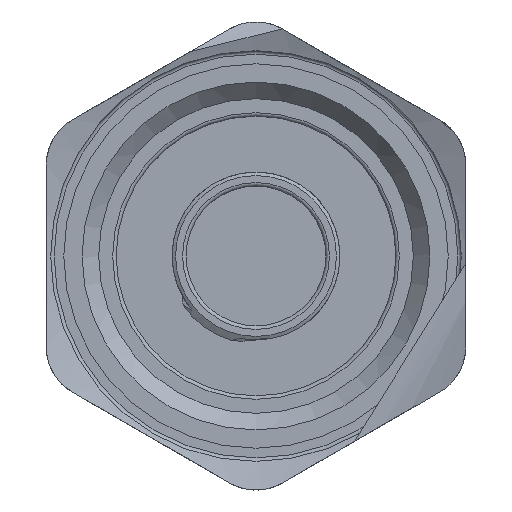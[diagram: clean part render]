
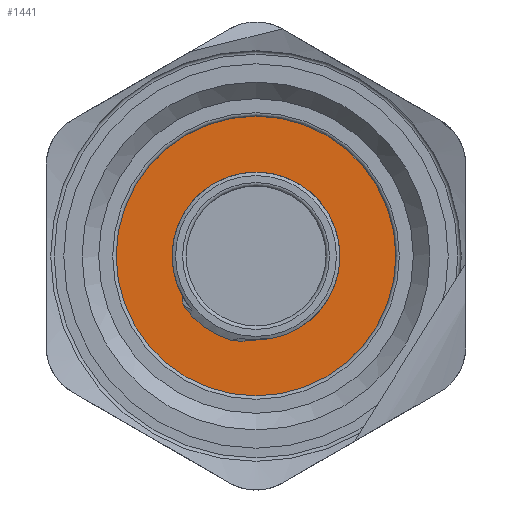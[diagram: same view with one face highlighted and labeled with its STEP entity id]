
A CAD part, front view. The second image highlights one B-rep face of the part: STEP entity #1441.
In plain terms, the highlighted planar face has unit normal (0, -1, 0).
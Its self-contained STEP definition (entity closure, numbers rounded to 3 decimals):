
#311=FACE_BOUND('',#466,.T.);
#323=B_SPLINE_CURVE_WITH_KNOTS('',3,(#2060,#2061,#2062,#2063,#2064,#2065,
#2066),.UNSPECIFIED.,.F.,.F.,(4,3,4),(-0.111,-0.076,
-0.061),.UNSPECIFIED.);
#324=B_SPLINE_CURVE_WITH_KNOTS('',3,(#2069,#2070,#2071,#2072,#2073,#2074,
#2075),.UNSPECIFIED.,.F.,.F.,(4,3,4),(-0.051,-0.015,
0.),.UNSPECIFIED.);
#375=FACE_OUTER_BOUND('',#465,.T.);
#465=EDGE_LOOP('',(#981));
#466=EDGE_LOOP('',(#982,#983,#984,#985));
#567=CIRCLE('',#1555,8.);
#568=CIRCLE('',#1556,5.033);
#569=CIRCLE('',#1557,4.8);
#629=VERTEX_POINT('',#2054);
#630=VERTEX_POINT('',#2056);
#631=VERTEX_POINT('',#2057);
#632=VERTEX_POINT('',#2059);
#633=VERTEX_POINT('',#2067);
#767=EDGE_CURVE('',#629,#629,#567,.T.);
#768=EDGE_CURVE('',#630,#631,#568,.T.);
#769=EDGE_CURVE('',#632,#630,#323,.T.);
#770=EDGE_CURVE('',#633,#632,#569,.T.);
#771=EDGE_CURVE('',#631,#633,#324,.T.);
#981=ORIENTED_EDGE('',*,*,#767,.T.);
#982=ORIENTED_EDGE('',*,*,#768,.F.);
#983=ORIENTED_EDGE('',*,*,#769,.F.);
#984=ORIENTED_EDGE('',*,*,#770,.F.);
#985=ORIENTED_EDGE('',*,*,#771,.F.);
#1409=PLANE('',#1554);
#1441=ADVANCED_FACE('',(#375,#311),#1409,.T.);
#1554=AXIS2_PLACEMENT_3D('',#2053,#1704,#1705);
#1555=AXIS2_PLACEMENT_3D('',#2055,#1706,#1707);
#1556=AXIS2_PLACEMENT_3D('',#2058,#1708,#1709);
#1557=AXIS2_PLACEMENT_3D('',#2068,#1710,#1711);
#1704=DIRECTION('center_axis',(0.,-1.,0.));
#1705=DIRECTION('ref_axis',(0.,0.,-1.));
#1706=DIRECTION('center_axis',(0.,-1.,0.));
#1707=DIRECTION('ref_axis',(-0.5,0.,-0.866));
#1708=DIRECTION('center_axis',(0.,-1.,0.));
#1709=DIRECTION('ref_axis',(0.174,0.,-0.985));
#1710=DIRECTION('center_axis',(0.,-1.,0.));
#1711=DIRECTION('ref_axis',(-0.174,0.,0.985));
#2053=CARTESIAN_POINT('Origin',(-8.229,-27.658,-1.078));
#2054=CARTESIAN_POINT('',(-15.157,-27.658,2.922));
#2055=CARTESIAN_POINT('Origin',(-8.229,-27.658,-1.078));
#2056=CARTESIAN_POINT('',(-12.398,-27.658,-3.897));
#2057=CARTESIAN_POINT('',(-9.629,-27.658,-5.912));
#2058=CARTESIAN_POINT('Origin',(-8.229,-27.658,-1.078));
#2059=CARTESIAN_POINT('',(-12.433,-27.658,-3.393));
#2060=CARTESIAN_POINT('Ctrl Pts',(-12.433,-27.658,-3.393));
#2061=CARTESIAN_POINT('Ctrl Pts',(-12.432,-27.658,-3.512));
#2062=CARTESIAN_POINT('Ctrl Pts',(-12.425,-27.658,-3.632));
#2063=CARTESIAN_POINT('Ctrl Pts',(-12.414,-27.658,-3.751));
#2064=CARTESIAN_POINT('Ctrl Pts',(-12.409,-27.658,-3.799));
#2065=CARTESIAN_POINT('Ctrl Pts',(-12.404,-27.658,-3.848));
#2066=CARTESIAN_POINT('Ctrl Pts',(-12.398,-27.658,-3.897));
#2067=CARTESIAN_POINT('',(-9.139,-27.658,-5.791));
#2068=CARTESIAN_POINT('Origin',(-8.229,-27.658,-1.078));
#2069=CARTESIAN_POINT('Ctrl Pts',(-9.629,-27.658,-5.912));
#2070=CARTESIAN_POINT('Ctrl Pts',(-9.512,-27.658,-5.89));
#2071=CARTESIAN_POINT('Ctrl Pts',(-9.396,-27.658,-5.863));
#2072=CARTESIAN_POINT('Ctrl Pts',(-9.281,-27.658,-5.832));
#2073=CARTESIAN_POINT('Ctrl Pts',(-9.233,-27.658,-5.819));
#2074=CARTESIAN_POINT('Ctrl Pts',(-9.186,-27.658,-5.805));
#2075=CARTESIAN_POINT('Ctrl Pts',(-9.139,-27.658,-5.791));
